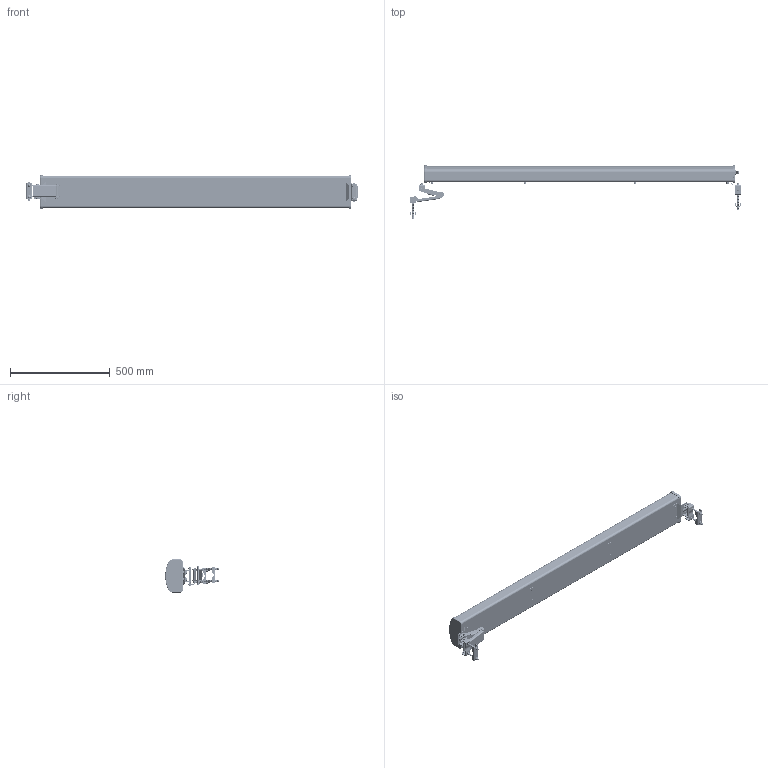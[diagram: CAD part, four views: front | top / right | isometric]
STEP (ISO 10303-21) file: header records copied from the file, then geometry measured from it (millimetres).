
FILE_DESCRIPTION (( 'STEP AP214' ), '1' );
FILE_NAME ('HG2458-15DP-090.STEP', '2018-08-03T19:27:37', ( '' ), ( '' ), 'SwSTEP 2.0', 'SolidWorks 2017', '' );
FILE_SCHEMA (( 'AUTOMOTIVE_DESIGN' ));
Length unit declared in the file: inch
Products named in the file (7): HG2458-15DP-090_ANTENNA; HG2458-15DP-090_Bracket-4; HG2458-15DP-090_Bracket-2; HG2458-15DP-090_Bracket-3; HG2458-15DP-090_Bracket-1; HG2458-15DP-090_bracket; HG2458-15DP-090
Assembly tree (9 placements, depth 2):
  HG2458-15DP-090
    HG2458-15DP-090_ANTENNA
    HG2458-15DP-090_bracket  x2
    HG2458-15DP-090_Bracket-3  x2
    HG2458-15DP-090_Bracket-4  x2
    HG2458-15DP-090_Bracket-2
    HG2458-15DP-090_Bracket-1
Bounding box: 1667.59 x 267.81 x 170.56 mm (x, y, z)
Volume: 18650103.3 mm3; surface area: 886506.3 mm2
Topology: 11 solids, 17 shells, 5530 faces, 11813 edges, 6456 vertices
Faces by surface type: cone 4128, plane 814, cylinder 407, torus 151, bspline 30
Entity records: 124396 total; most frequent: CARTESIAN_POINT 20466, DIRECTION 18233, ORIENTED_EDGE 15594, EDGE_CURVE 7797, AXIS2_PLACEMENT_3D 7093, VERTEX_POINT 4290, LINE 4047, VECTOR 4047
